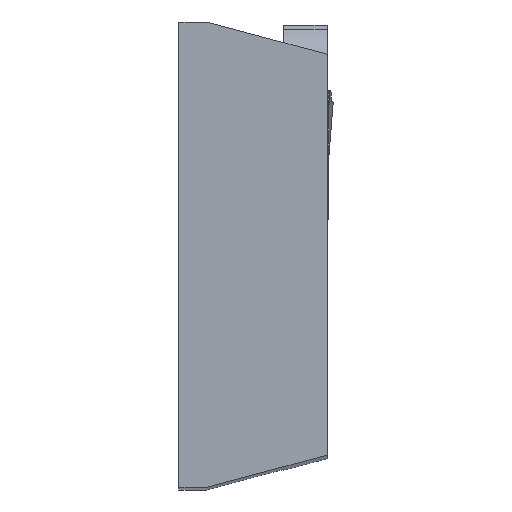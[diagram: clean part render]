
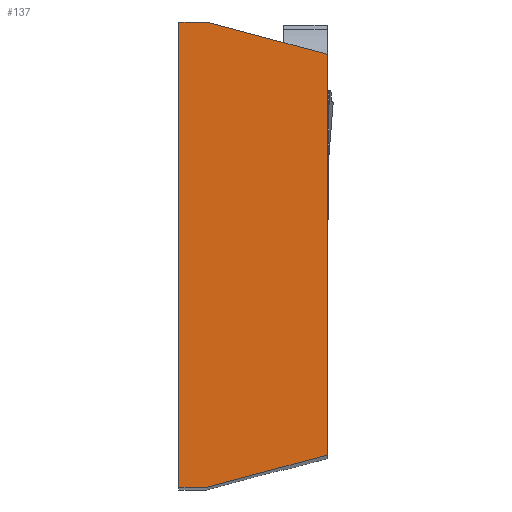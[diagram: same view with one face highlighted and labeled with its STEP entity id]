
A CAD part, top view. The second image highlights one B-rep face of the part: STEP entity #137.
In plain terms, the highlighted planar face has unit normal (0, 0, 1).
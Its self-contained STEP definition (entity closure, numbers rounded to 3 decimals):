
#137=ADVANCED_FACE('CU_SU_BACK',(#258),#215,.F.);
#215=PLANE('',#1695);
#258=FACE_OUTER_BOUND('',#337,.T.);
#337=EDGE_LOOP('',(#800,#801,#802,#803,#804,#805));
#456=LINE('',#2261,#594);
#488=LINE('',#2388,#626);
#489=LINE('',#2391,#627);
#490=LINE('',#2393,#628);
#491=LINE('',#2395,#629);
#492=LINE('',#2396,#630);
#594=VECTOR('',#1822,1.);
#626=VECTOR('',#1906,1.);
#627=VECTOR('',#1907,1.);
#628=VECTOR('',#1908,1.);
#629=VECTOR('',#1909,1.);
#630=VECTOR('',#1910,1.);
#800=ORIENTED_EDGE('',*,*,#1385,.F.);
#801=ORIENTED_EDGE('',*,*,#1386,.F.);
#802=ORIENTED_EDGE('',*,*,#1387,.T.);
#803=ORIENTED_EDGE('',*,*,#1388,.T.);
#804=ORIENTED_EDGE('',*,*,#1328,.F.);
#805=ORIENTED_EDGE('',*,*,#1389,.F.);
#1182=VERTEX_POINT('',#2260);
#1183=VERTEX_POINT('',#2262);
#1236=VERTEX_POINT('',#2389);
#1237=VERTEX_POINT('',#2390);
#1238=VERTEX_POINT('',#2392);
#1239=VERTEX_POINT('',#2394);
#1328=EDGE_CURVE('',#1182,#1183,#456,.T.);
#1385=EDGE_CURVE('',#1236,#1237,#488,.T.);
#1386=EDGE_CURVE('',#1238,#1236,#489,.T.);
#1387=EDGE_CURVE('',#1238,#1239,#490,.T.);
#1388=EDGE_CURVE('',#1239,#1183,#491,.T.);
#1389=EDGE_CURVE('',#1237,#1182,#492,.T.);
#1695=AXIS2_PLACEMENT_3D('',#2397,#1911,#1912);
#1822=DIRECTION('',(0.,-1.,0.));
#1906=DIRECTION('',(1.,0.,0.));
#1907=DIRECTION('',(0.,1.,0.));
#1908=DIRECTION('',(1.,0.,0.));
#1909=DIRECTION('',(0.966,0.259,0.));
#1910=DIRECTION('',(0.966,-0.259,0.));
#1911=DIRECTION('',(0.,0.,-1.));
#1912=DIRECTION('',(-1.,0.,0.));
#2260=CARTESIAN_POINT('',(8.,23.756,0.));
#2261=CARTESIAN_POINT('',(8.,33.9,0.));
#2262=CARTESIAN_POINT('',(8.,2.144,0.));
#2388=CARTESIAN_POINT('',(0.,25.498,0.));
#2389=CARTESIAN_POINT('',(0.,25.498,0.));
#2390=CARTESIAN_POINT('',(1.5,25.498,0.));
#2391=CARTESIAN_POINT('',(0.,-8.,0.));
#2392=CARTESIAN_POINT('',(0.,0.402,0.));
#2393=CARTESIAN_POINT('',(0.,0.402,0.));
#2394=CARTESIAN_POINT('',(1.5,0.402,0.));
#2395=CARTESIAN_POINT('',(1.5,0.402,0.));
#2396=CARTESIAN_POINT('',(1.5,25.498,0.));
#2397=CARTESIAN_POINT('',(0.,0.,0.));
